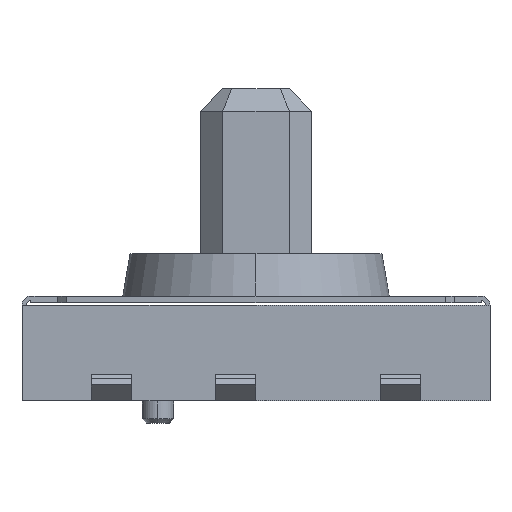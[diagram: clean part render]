
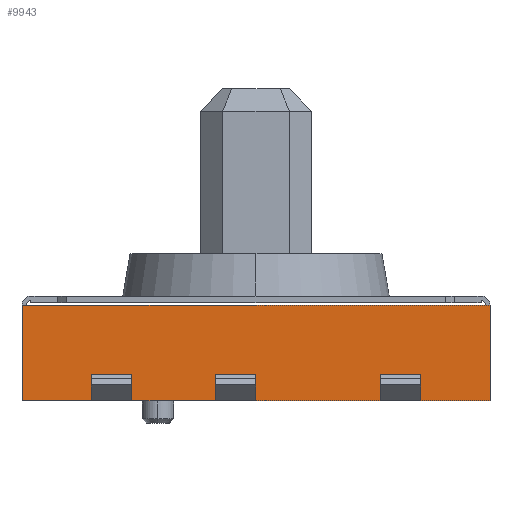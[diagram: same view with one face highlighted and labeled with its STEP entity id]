
A CAD part, left-side view. The second image highlights one B-rep face of the part: STEP entity #9943.
In plain terms, the highlighted planar face has unit normal (-1, 0, 0).
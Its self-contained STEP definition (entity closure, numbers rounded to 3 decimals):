
#6085=DIRECTION('',(0.,1.,0.));
#6086=VECTOR('',#6085,0.9);
#6087=CARTESIAN_POINT('',(-5.,-3.7,
3.65));
#6088=LINE('',#6087,#6086);
#6089=DIRECTION('',(0.,0.,-1.));
#6090=VECTOR('',#6089,0.2);
#6091=CARTESIAN_POINT('',(-5.,-3.7,
3.85));
#6092=LINE('',#6091,#6090);
#6093=DIRECTION('',(0.,-1.,0.));
#6094=VECTOR('',#6093,0.9);
#6095=CARTESIAN_POINT('',(-5.,-2.8,
3.85));
#6096=LINE('',#6095,#6094);
#6097=DIRECTION('',(0.,0.,1.));
#6098=VECTOR('',#6097,0.2);
#6099=CARTESIAN_POINT('',(-5.,-2.8,
3.65));
#6100=LINE('',#6099,#6098);
#6101=DIRECTION('',(0.,1.,0.));
#6102=VECTOR('',#6101,0.9);
#6103=CARTESIAN_POINT('',(-5.,0.,
3.65));
#6104=LINE('',#6103,#6102);
#6105=DIRECTION('',(0.,0.,-1.));
#6106=VECTOR('',#6105,0.2);
#6107=CARTESIAN_POINT('',(-5.,0.,
3.85));
#6108=LINE('',#6107,#6106);
#6109=DIRECTION('',(0.,-1.,0.));
#6110=VECTOR('',#6109,0.9);
#6111=CARTESIAN_POINT('',(-5.,0.9,
3.85));
#6112=LINE('',#6111,#6110);
#6113=DIRECTION('',(0.,0.,1.));
#6114=VECTOR('',#6113,0.2);
#6115=CARTESIAN_POINT('',(-5.,0.9,
3.65));
#6116=LINE('',#6115,#6114);
#6117=DIRECTION('',(0.,1.,0.));
#6118=VECTOR('',#6117,0.9);
#6119=CARTESIAN_POINT('',(-5.,2.8,3.65));
#6120=LINE('',#6119,#6118);
#6121=DIRECTION('',(0.,0.,-1.));
#6122=VECTOR('',#6121,0.2);
#6123=CARTESIAN_POINT('',(-5.,2.8,3.85));
#6124=LINE('',#6123,#6122);
#6125=DIRECTION('',(0.,-1.,0.));
#6126=VECTOR('',#6125,0.9);
#6127=CARTESIAN_POINT('',(-5.,3.7,3.85));
#6128=LINE('',#6127,#6126);
#6129=DIRECTION('',(0.,0.,1.));
#6130=VECTOR('',#6129,0.2);
#6131=CARTESIAN_POINT('',(-5.,3.7,3.65));
#6132=LINE('',#6131,#6130);
#6133=DIRECTION('',(0.,1.,0.));
#6134=VECTOR('',#6133,10.5);
#6135=CARTESIAN_POINT('',(-5.,-5.25,
5.4));
#6136=LINE('',#6135,#6134);
#6137=DIRECTION('',(0.,0.,1.));
#6138=VECTOR('',#6137,2.15);
#6139=CARTESIAN_POINT('',(-5.,-5.25,
3.25));
#6140=LINE('',#6139,#6138);
#6562=DIRECTION('',(0.,1.,0.));
#6563=VECTOR('',#6562,10.5);
#6564=CARTESIAN_POINT('',(-5.,-5.25,
3.25));
#6565=LINE('',#6564,#6563);
#7911=DIRECTION('',(0.,0.,1.));
#7912=VECTOR('',#7911,2.15);
#7913=CARTESIAN_POINT('',(-5.,5.25,3.25));
#7914=LINE('',#7913,#7912);
#9021=CARTESIAN_POINT('',(-5.,-5.25,
3.25));
#9022=VERTEX_POINT('',#9021);
#9023=CARTESIAN_POINT('',(-5.,5.25,3.25));
#9024=VERTEX_POINT('',#9023);
#9087=CARTESIAN_POINT('',(-5.,5.25,5.4));
#9088=VERTEX_POINT('',#9087);
#9101=CARTESIAN_POINT('',(-5.,-5.25,
5.4));
#9102=VERTEX_POINT('',#9101);
#9277=CARTESIAN_POINT('',(-5.,-3.7,
3.65));
#9278=CARTESIAN_POINT('',(-5.,-2.8,
3.65));
#9279=VERTEX_POINT('',#9277);
#9280=VERTEX_POINT('',#9278);
#9281=CARTESIAN_POINT('',(-5.,-2.8,
3.85));
#9282=VERTEX_POINT('',#9281);
#9283=CARTESIAN_POINT('',(-5.,-3.7,
3.85));
#9284=VERTEX_POINT('',#9283);
#9285=CARTESIAN_POINT('',(-5.,0.,
3.65));
#9286=CARTESIAN_POINT('',(-5.,0.9,
3.65));
#9287=VERTEX_POINT('',#9285);
#9288=VERTEX_POINT('',#9286);
#9289=CARTESIAN_POINT('',(-5.,0.9,
3.85));
#9290=VERTEX_POINT('',#9289);
#9291=CARTESIAN_POINT('',(-5.,0.,
3.85));
#9292=VERTEX_POINT('',#9291);
#9293=CARTESIAN_POINT('',(-5.,2.8,3.65));
#9294=CARTESIAN_POINT('',(-5.,3.7,3.65));
#9295=VERTEX_POINT('',#9293);
#9296=VERTEX_POINT('',#9294);
#9297=CARTESIAN_POINT('',(-5.,3.7,3.85));
#9298=VERTEX_POINT('',#9297);
#9299=CARTESIAN_POINT('',(-5.,2.8,3.85));
#9300=VERTEX_POINT('',#9299);
#9902=CARTESIAN_POINT('',(-5.,5.25,5.4));
#9903=DIRECTION('',(1.,0.,0.));
#9904=DIRECTION('',(0.,1.,0.));
#9905=AXIS2_PLACEMENT_3D('',#9902,#9903,#9904);
#9906=PLANE('',#9905);
#9908=ORIENTED_EDGE('',*,*,#9907,.T.);
#9910=ORIENTED_EDGE('',*,*,#9909,.T.);
#9912=ORIENTED_EDGE('',*,*,#9911,.F.);
#9914=ORIENTED_EDGE('',*,*,#9913,.F.);
#9915=EDGE_LOOP('',(#9908,#9910,#9912,#9914));
#9916=FACE_OUTER_BOUND('',#9915,.F.);
#9918=ORIENTED_EDGE('',*,*,#9917,.F.);
#9920=ORIENTED_EDGE('',*,*,#9919,.F.);
#9922=ORIENTED_EDGE('',*,*,#9921,.F.);
#9924=ORIENTED_EDGE('',*,*,#9923,.F.);
#9925=EDGE_LOOP('',(#9918,#9920,#9922,#9924));
#9926=FACE_BOUND('',#9925,.F.);
#9927=ORIENTED_EDGE('',*,*,#9868,.F.);
#9928=ORIENTED_EDGE('',*,*,#9882,.F.);
#9929=ORIENTED_EDGE('',*,*,#9895,.F.);
#9930=ORIENTED_EDGE('',*,*,#9853,.F.);
#9931=EDGE_LOOP('',(#9927,#9928,#9929,#9930));
#9932=FACE_BOUND('',#9931,.F.);
#9934=ORIENTED_EDGE('',*,*,#9933,.F.);
#9936=ORIENTED_EDGE('',*,*,#9935,.F.);
#9938=ORIENTED_EDGE('',*,*,#9937,.F.);
#9940=ORIENTED_EDGE('',*,*,#9939,.F.);
#9941=EDGE_LOOP('',(#9934,#9936,#9938,#9940));
#9942=FACE_BOUND('',#9941,.F.);
#9853=EDGE_CURVE('',#9296,#9298,#6132,.T.);
#9868=EDGE_CURVE('',#9295,#9296,#6120,.T.);
#9882=EDGE_CURVE('',#9300,#9295,#6124,.T.);
#9895=EDGE_CURVE('',#9298,#9300,#6128,.T.);
#9907=EDGE_CURVE('',#9022,#9024,#6565,.T.);
#9909=EDGE_CURVE('',#9024,#9088,#7914,.T.);
#9911=EDGE_CURVE('',#9102,#9088,#6136,.T.);
#9913=EDGE_CURVE('',#9022,#9102,#6140,.T.);
#9917=EDGE_CURVE('',#9287,#9288,#6104,.T.);
#9919=EDGE_CURVE('',#9292,#9287,#6108,.T.);
#9921=EDGE_CURVE('',#9290,#9292,#6112,.T.);
#9923=EDGE_CURVE('',#9288,#9290,#6116,.T.);
#9933=EDGE_CURVE('',#9279,#9280,#6088,.T.);
#9935=EDGE_CURVE('',#9284,#9279,#6092,.T.);
#9937=EDGE_CURVE('',#9282,#9284,#6096,.T.);
#9939=EDGE_CURVE('',#9280,#9282,#6100,.T.);
#9943=ADVANCED_FACE('',(#9916,#9926,#9932,#9942),#9906,.F.);
